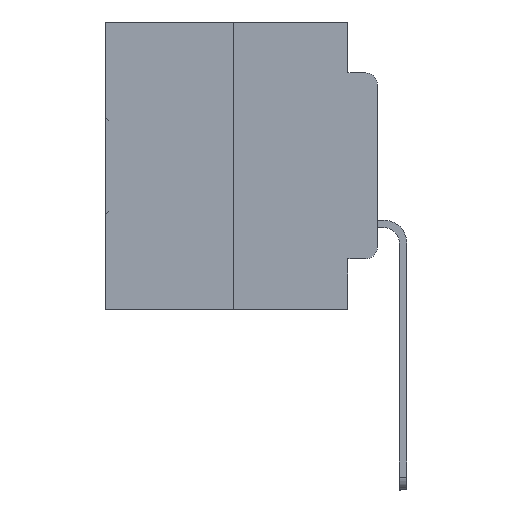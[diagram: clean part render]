
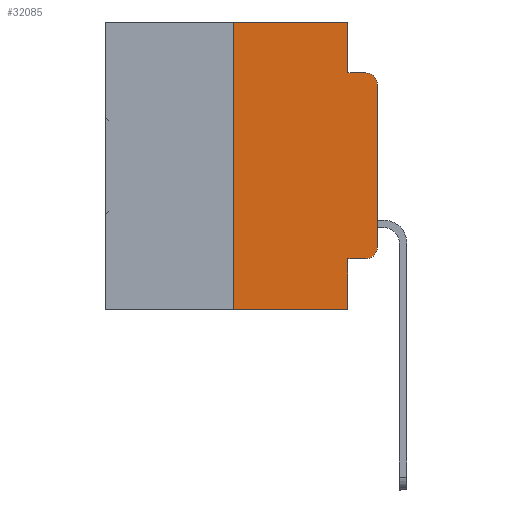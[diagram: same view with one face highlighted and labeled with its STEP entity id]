
A CAD part, left-side view. The second image highlights one B-rep face of the part: STEP entity #32085.
In plain terms, the highlighted planar face has unit normal (-1, 0, 0).
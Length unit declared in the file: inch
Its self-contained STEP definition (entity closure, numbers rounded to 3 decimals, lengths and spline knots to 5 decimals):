
#342 = CARTESIAN_POINT ( 'NONE',  ( 0., 0.02, -0.3915 ) ) ;
#428 = VERTEX_POINT ( 'NONE', #11221 ) ;
#519 = DIRECTION ( 'NONE',  ( 0., 0., 1. ) ) ;
#962 = AXIS2_PLACEMENT_3D ( 'NONE', #14679, #32591, #17284 ) ;
#1884 = VECTOR ( 'NONE', #21993, 39.37008 ) ;
#3031 = DIRECTION ( 'NONE',  ( 0., 0., -1. ) ) ;
#3037 = LINE ( 'NONE', #29100, #9176 ) ;
#3476 = LINE ( 'NONE', #23850, #30146 ) ;
#3571 = VERTEX_POINT ( 'NONE', #33319 ) ;
#3862 = CARTESIAN_POINT ( 'NONE',  ( 0., 0.051, 0. ) ) ;
#5525 = CARTESIAN_POINT ( 'NONE',  ( 0., 0., -0.1085 ) ) ;
#6323 = EDGE_CURVE ( 'NONE', #25422, #428, #9990, .T. ) ;
#6714 = ORIENTED_EDGE ( 'NONE', *, *, #22191, .T. ) ;
#6764 = DIRECTION ( 'NONE',  ( 0., 0., 1. ) ) ;
#6816 = EDGE_CURVE ( 'NONE', #23400, #26141, #28069, .T. ) ;
#6936 = ORIENTED_EDGE ( 'NONE', *, *, #21933, .F. ) ;
#7866 = EDGE_LOOP ( 'NONE', ( #8296, #23669, #30587, #24212, #27099, #6936, #6714, #23066, #31125, #13886 ) ) ;
#8058 = EDGE_CURVE ( 'NONE', #9160, #25422, #25184, .T. ) ;
#8296 = ORIENTED_EDGE ( 'NONE', *, *, #31544, .T. ) ;
#8411 = LINE ( 'NONE', #11677, #14516 ) ;
#8860 = LINE ( 'NONE', #14229, #1884 ) ;
#9160 = VERTEX_POINT ( 'NONE', #32323 ) ;
#9176 = VECTOR ( 'NONE', #31657, 39.37008 ) ;
#9452 = PLANE ( 'NONE',  #962 ) ;
#9990 = CIRCLE ( 'NONE', #17485, 0.02 ) ;
#10200 = DIRECTION ( 'NONE',  ( 0., -1., 0. ) ) ;
#11221 = CARTESIAN_POINT ( 'NONE',  ( 0., 0., -0.3915 ) ) ;
#11677 = CARTESIAN_POINT ( 'NONE',  ( 0., 0.051, 0. ) ) ;
#12632 = EDGE_CURVE ( 'NONE', #26770, #25296, #8860, .T. ) ;
#13284 = EDGE_CURVE ( 'NONE', #9160, #20817, #8411, .T. ) ;
#13625 = DIRECTION ( 'NONE',  ( -1., 0., 0. ) ) ;
#13886 = ORIENTED_EDGE ( 'NONE', *, *, #6323, .T. ) ;
#14229 = CARTESIAN_POINT ( 'NONE',  ( 0., 0.051, -0.0885 ) ) ;
#14516 = VECTOR ( 'NONE', #32202, 39.37008 ) ;
#14603 = CARTESIAN_POINT ( 'NONE',  ( 0., 0., 0. ) ) ;
#14679 = CARTESIAN_POINT ( 'NONE',  ( 0., 0.473, 0. ) ) ;
#15114 = VECTOR ( 'NONE', #21099, 39.37008 ) ;
#17284 = DIRECTION ( 'NONE',  ( 0., 0., -1. ) ) ;
#17485 = AXIS2_PLACEMENT_3D ( 'NONE', #342, #18631, #3031 ) ;
#18510 = CARTESIAN_POINT ( 'NONE',  ( 0., 0.051, -0.4115 ) ) ;
#18631 = DIRECTION ( 'NONE',  ( -1., 0., 0. ) ) ;
#18671 = AXIS2_PLACEMENT_3D ( 'NONE', #29019, #13625, #31556 ) ;
#20220 = CARTESIAN_POINT ( 'NONE',  ( 0., 0.051, 0. ) ) ;
#20257 = VECTOR ( 'NONE', #6764, 39.37008 ) ;
#20507 = CARTESIAN_POINT ( 'NONE',  ( 0., 0.473, 0. ) ) ;
#20611 = VECTOR ( 'NONE', #25345, 39.37008 ) ;
#20817 = VERTEX_POINT ( 'NONE', #24457 ) ;
#21061 = CARTESIAN_POINT ( 'NONE',  ( 0., 0.02, -0.0885 ) ) ;
#21099 = DIRECTION ( 'NONE',  ( 0., -1., 0. ) ) ;
#21279 = VECTOR ( 'NONE', #10200, 39.37008 ) ;
#21293 = EDGE_CURVE ( 'NONE', #27892, #25296, #29788, .T. ) ;
#21412 = LINE ( 'NONE', #20220, #20611 ) ;
#21933 = EDGE_CURVE ( 'NONE', #3571, #23400, #3476, .T. ) ;
#21993 = DIRECTION ( 'NONE',  ( 0., -1., 0. ) ) ;
#22191 = EDGE_CURVE ( 'NONE', #3571, #20817, #3037, .T. ) ;
#22437 = CARTESIAN_POINT ( 'NONE',  ( 0., 0.051, -0.0885 ) ) ;
#23066 = ORIENTED_EDGE ( 'NONE', *, *, #13284, .F. ) ;
#23400 = VERTEX_POINT ( 'NONE', #29252 ) ;
#23669 = ORIENTED_EDGE ( 'NONE', *, *, #21293, .T. ) ;
#23850 = CARTESIAN_POINT ( 'NONE',  ( 0., 0.25, 0. ) ) ;
#24212 = ORIENTED_EDGE ( 'NONE', *, *, #32183, .F. ) ;
#24457 = CARTESIAN_POINT ( 'NONE',  ( 0., 0.051, -0.5 ) ) ;
#25184 = LINE ( 'NONE', #18510, #15114 ) ;
#25296 = VERTEX_POINT ( 'NONE', #21061 ) ;
#25345 = DIRECTION ( 'NONE',  ( 0., 0., -1. ) ) ;
#25422 = VERTEX_POINT ( 'NONE', #31756 ) ;
#26141 = VERTEX_POINT ( 'NONE', #3862 ) ;
#26770 = VERTEX_POINT ( 'NONE', #22437 ) ;
#27099 = ORIENTED_EDGE ( 'NONE', *, *, #6816, .F. ) ;
#27855 = LINE ( 'NONE', #14603, #20257 ) ;
#27892 = VERTEX_POINT ( 'NONE', #5525 ) ;
#28069 = LINE ( 'NONE', #20507, #21279 ) ;
#29019 = CARTESIAN_POINT ( 'NONE',  ( 0., 0.02, -0.1085 ) ) ;
#29100 = CARTESIAN_POINT ( 'NONE',  ( 0., 0.473, -0.5 ) ) ;
#29252 = CARTESIAN_POINT ( 'NONE',  ( 0., 0.25, 0. ) ) ;
#29788 = CIRCLE ( 'NONE', #18671, 0.02 ) ;
#29811 = FACE_OUTER_BOUND ( 'NONE', #7866, .T. ) ;
#30146 = VECTOR ( 'NONE', #519, 39.37008 ) ;
#30587 = ORIENTED_EDGE ( 'NONE', *, *, #12632, .F. ) ;
#31125 = ORIENTED_EDGE ( 'NONE', *, *, #8058, .T. ) ;
#31544 = EDGE_CURVE ( 'NONE', #428, #27892, #27855, .T. ) ;
#31556 = DIRECTION ( 'NONE',  ( 0., 0., -1. ) ) ;
#31657 = DIRECTION ( 'NONE',  ( 0., -1., 0. ) ) ;
#31756 = CARTESIAN_POINT ( 'NONE',  ( 0., 0.02, -0.4115 ) ) ;
#32085 = ADVANCED_FACE ( 'NONE', ( #29811 ), #9452, .F. ) ;
#32183 = EDGE_CURVE ( 'NONE', #26141, #26770, #21412, .T. ) ;
#32202 = DIRECTION ( 'NONE',  ( 0., 0., -1. ) ) ;
#32323 = CARTESIAN_POINT ( 'NONE',  ( 0., 0.051, -0.4115 ) ) ;
#32591 = DIRECTION ( 'NONE',  ( 1., 0., 0. ) ) ;
#33319 = CARTESIAN_POINT ( 'NONE',  ( 0., 0.25, -0.5 ) ) ;
